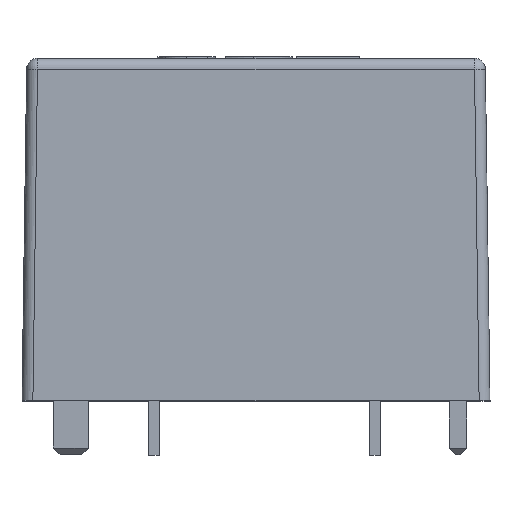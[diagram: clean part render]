
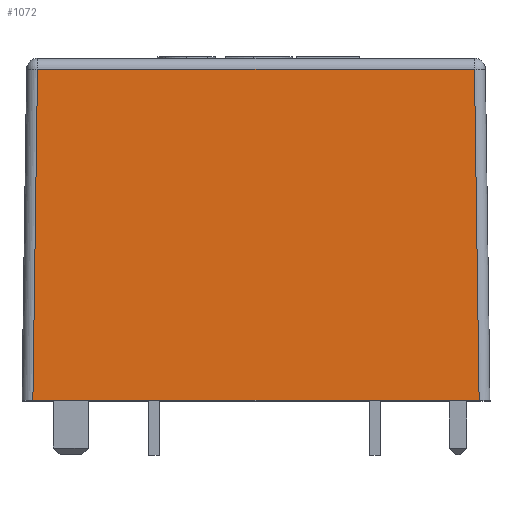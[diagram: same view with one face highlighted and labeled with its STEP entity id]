
A CAD part, top view. The second image highlights one B-rep face of the part: STEP entity #1072.
In plain terms, the highlighted planar face has unit normal (0, 0.014, 1).
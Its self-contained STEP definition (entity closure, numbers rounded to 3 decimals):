
#19 = DIRECTION ( 'NONE',  ( 1., 0., 0. ) ) ;
#90 = VECTOR ( 'NONE', #2667, 1000. ) ;
#140 = CARTESIAN_POINT ( 'NONE',  ( -10.75, 0., 14.5 ) ) ;
#249 = VERTEX_POINT ( 'NONE', #4563 ) ;
#321 = CARTESIAN_POINT ( 'NONE',  ( 10.25, 0., 14.5 ) ) ;
#527 = EDGE_CURVE ( 'NONE', #592, #249, #3791, .T. ) ;
#592 = VERTEX_POINT ( 'NONE', #2730 ) ;
#848 = VERTEX_POINT ( 'NONE', #321 ) ;
#924 = ORIENTED_EDGE ( 'NONE', *, *, #4993, .T. ) ;
#1072 = ADVANCED_FACE ( 'NONE', ( #3195 ), #1677, .T. ) ;
#1103 = CARTESIAN_POINT ( 'NONE',  ( -10.25, -0.007, 14.5 ) ) ;
#1245 = DIRECTION ( 'NONE',  ( 0., -1., 0.014 ) ) ;
#1253 = CARTESIAN_POINT ( 'NONE',  ( -10.75, 0., 14.5 ) ) ;
#1677 = PLANE ( 'NONE',  #4093 ) ;
#1770 = LINE ( 'NONE', #2931, #4062 ) ;
#2037 = ORIENTED_EDGE ( 'NONE', *, *, #527, .T. ) ;
#2302 = CARTESIAN_POINT ( 'NONE',  ( -10.25, 0., 14.5 ) ) ;
#2620 = LINE ( 'NONE', #1103, #90 ) ;
#2667 = DIRECTION ( 'NONE',  ( -0.014, -1., 0.014 ) ) ;
#2680 = EDGE_CURVE ( 'NONE', #848, #592, #1770, .T. ) ;
#2730 = CARTESIAN_POINT ( 'NONE',  ( 10.038, 15.207, 14.288 ) ) ;
#2830 = EDGE_CURVE ( 'NONE', #3363, #848, #3617, .T. ) ;
#2860 = ORIENTED_EDGE ( 'NONE', *, *, #2680, .T. ) ;
#2931 = CARTESIAN_POINT ( 'NONE',  ( 10.246, 0.293, 14.496 ) ) ;
#3005 = VECTOR ( 'NONE', #19, 1000. ) ;
#3016 = DIRECTION ( 'NONE',  ( -1., 0., 0. ) ) ;
#3103 = VECTOR ( 'NONE', #3016, 1000. ) ;
#3195 = FACE_OUTER_BOUND ( 'NONE', #4849, .T. ) ;
#3290 = CARTESIAN_POINT ( 'NONE',  ( -10.531, 15.207, 14.288 ) ) ;
#3363 = VERTEX_POINT ( 'NONE', #2302 ) ;
#3607 = DIRECTION ( 'NONE',  ( 0., 0.014, 1. ) ) ;
#3617 = LINE ( 'NONE', #1253, #3005 ) ;
#3729 = DIRECTION ( 'NONE',  ( -0.014, 1., -0.014 ) ) ;
#3791 = LINE ( 'NONE', #3290, #3103 ) ;
#4062 = VECTOR ( 'NONE', #3729, 1000. ) ;
#4093 = AXIS2_PLACEMENT_3D ( 'NONE', #140, #3607, #1245 ) ;
#4563 = CARTESIAN_POINT ( 'NONE',  ( -10.038, 15.207, 14.288 ) ) ;
#4775 = ORIENTED_EDGE ( 'NONE', *, *, #2830, .T. ) ;
#4849 = EDGE_LOOP ( 'NONE', ( #2037, #924, #4775, #2860 ) ) ;
#4993 = EDGE_CURVE ( 'NONE', #249, #3363, #2620, .T. ) ;
